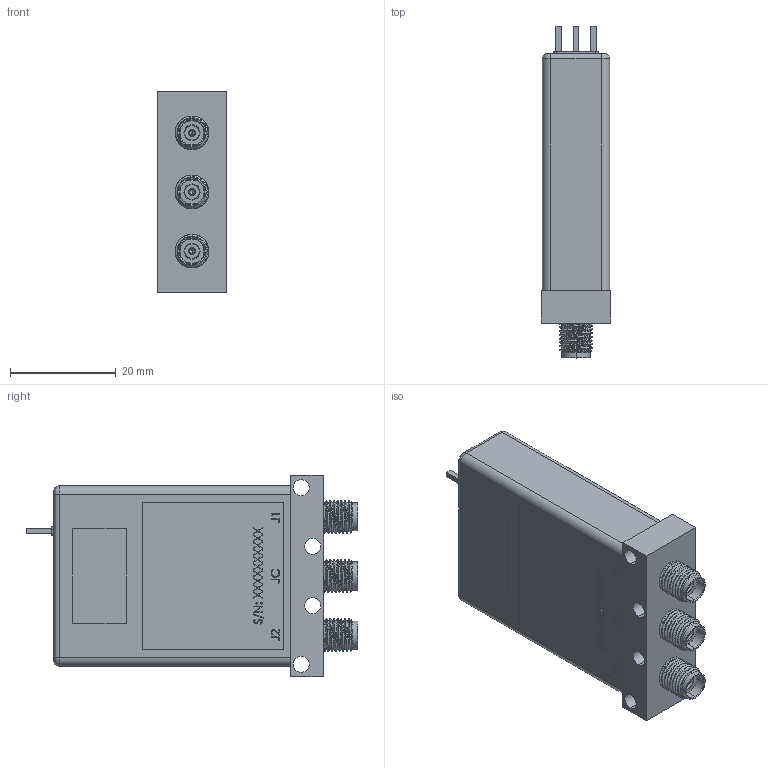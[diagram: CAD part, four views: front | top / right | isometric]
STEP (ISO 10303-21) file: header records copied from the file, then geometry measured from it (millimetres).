
FILE_DESCRIPTION (( 'STEP AP203' ), '1' );
FILE_NAME ('PE71S6480_3D.STEP', '2022-05-04T15:56:55', ( '' ), ( '' ), 'SwSTEP 2.0', 'SolidWorks 2021', '' );
FILE_SCHEMA (( 'CONFIG_CONTROL_DESIGN' ));
Length unit declared in the file: inch
Products named in the file (6): R040022-e360_3PIN^K12-LDRA0S Rev.1(2)_pe71s6480; K16029002^K12-LDRA0S Rev.1(2)_pe71s6480; PE71S6480_3D; K12021003_defeature^K12-LDRA0S Rev.1(2)_pe71s6480; A12061001A-e360^K12-LDRA0S Rev.1(2)_pe71s6480; K12-LDRA0S Rev.1(2)^pe71s6480
Assembly tree (7 placements, depth 3):
  PE71S6480_3D
    K12-LDRA0S Rev.1(2)^pe71s6480
      K12021003_defeature^K12-LDRA0S Rev.1(2)_pe71s6480
      K16029002^K12-LDRA0S Rev.1(2)_pe71s6480  x3
      R040022-e360_3PIN^K12-LDRA0S Rev.1(2)_pe71s6480
      A12061001A-e360^K12-LDRA0S Rev.1(2)_pe71s6480
Bounding box: 13.21 x 62.66 x 38.1 mm (x, y, z)
Volume: 5495.9 mm3; surface area: 12883.4 mm2
Topology: 15 solids, 15 shells, 765 faces, 1966 edges, 1287 vertices
Faces by surface type: plane 415, cylinder 199, bspline 77, cone 42, torus 32
Entity records: 24187 total; most frequent: CARTESIAN_POINT 10197, ORIENTED_EDGE 2904, DIRECTION 2454, EDGE_CURVE 1452, VECTOR 1040, LINE 1040, VERTEX_POINT 957, AXIS2_PLACEMENT_3D 707
